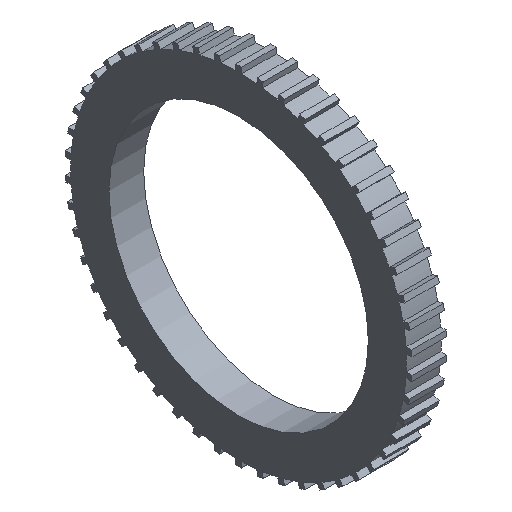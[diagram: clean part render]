
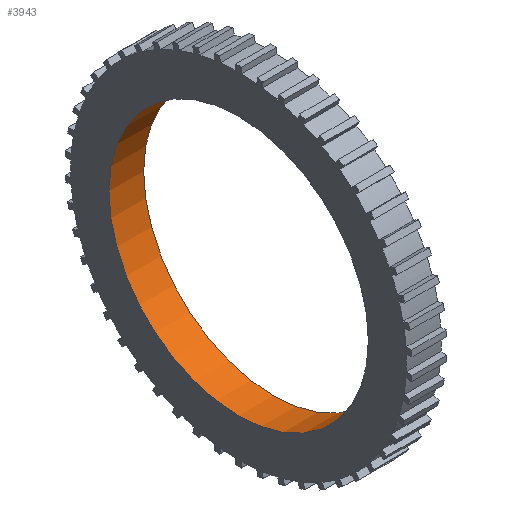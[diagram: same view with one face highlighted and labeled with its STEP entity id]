
A CAD part, isometric view. The second image highlights one B-rep face of the part: STEP entity #3943.
In plain terms, the highlighted cylindrical face has radius 68 mm (diameter 136 mm), a full revolution.
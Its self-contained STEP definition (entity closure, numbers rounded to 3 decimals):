
#169=FACE_OUTER_BOUND('',#372,.T.);
#372=EDGE_LOOP('',(#2686,#2687,#2688,#2689));
#577=LINE('',#5583,#1078);
#1078=VECTOR('',#4471,68.);
#1579=CIRCLE('',#4161,68.);
#1580=CIRCLE('',#4162,68.);
#1681=VERTEX_POINT('',#5580);
#1682=VERTEX_POINT('',#5582);
#2083=EDGE_CURVE('',#1681,#1681,#1579,.T.);
#2084=EDGE_CURVE('',#1681,#1682,#577,.T.);
#2085=EDGE_CURVE('',#1682,#1682,#1580,.T.);
#2686=ORIENTED_EDGE('',*,*,#2083,.F.);
#2687=ORIENTED_EDGE('',*,*,#2084,.T.);
#2688=ORIENTED_EDGE('',*,*,#2085,.F.);
#2689=ORIENTED_EDGE('',*,*,#2084,.F.);
#3892=CYLINDRICAL_SURFACE('',#4160,68.);
#3943=ADVANCED_FACE('',(#169),#3892,.F.);
#4160=AXIS2_PLACEMENT_3D('',#5579,#4467,#4468);
#4161=AXIS2_PLACEMENT_3D('',#5581,#4469,#4470);
#4162=AXIS2_PLACEMENT_3D('',#5584,#4472,#4473);
#4467=DIRECTION('center_axis',(-1.,0.,0.));
#4468=DIRECTION('ref_axis',(0.,1.,0.));
#4469=DIRECTION('center_axis',(-1.,0.,0.));
#4470=DIRECTION('ref_axis',(0.,1.,0.));
#4471=DIRECTION('',(-1.,0.,0.));
#4472=DIRECTION('center_axis',(1.,0.,0.));
#4473=DIRECTION('ref_axis',(0.,1.,0.));
#5579=CARTESIAN_POINT('Origin',(18.2,0.,-68.));
#5580=CARTESIAN_POINT('',(18.2,-68.,-68.));
#5581=CARTESIAN_POINT('Origin',(18.2,0.,-68.));
#5582=CARTESIAN_POINT('',(0.,-68.,-68.));
#5583=CARTESIAN_POINT('',(18.2,-68.,-68.));
#5584=CARTESIAN_POINT('Origin',(0.,0.,-68.));
